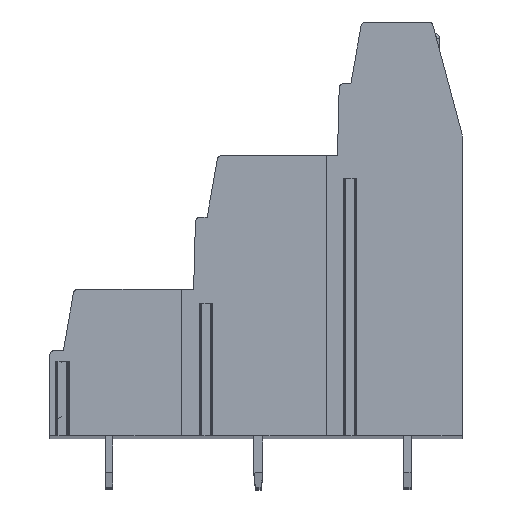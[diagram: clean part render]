
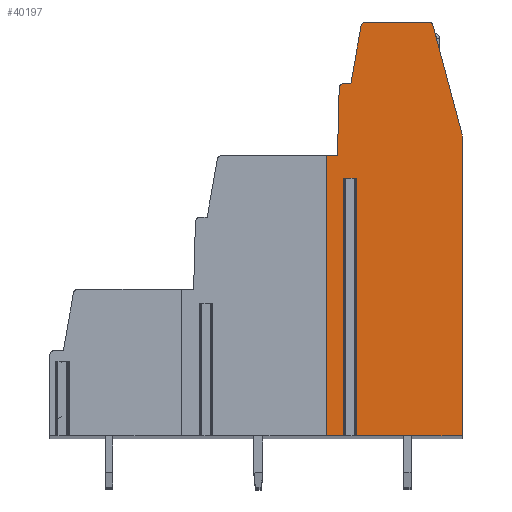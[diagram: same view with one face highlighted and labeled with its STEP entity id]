
A CAD part, top view. The second image highlights one B-rep face of the part: STEP entity #40197.
In plain terms, the highlighted planar face has unit normal (0, 0, 1).
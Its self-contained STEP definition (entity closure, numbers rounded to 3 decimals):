
#14=DIRECTION('',(-1.,0.,0.));
#15=VECTOR('',#14,0.743);
#16=CARTESIAN_POINT('',(1.908,2.65,109.22));
#17=LINE('',#16,#15);
#18=DIRECTION('',(0.,-1.,0.));
#19=VECTOR('',#18,17.55);
#20=CARTESIAN_POINT('',(1.165,2.65,109.22));
#21=LINE('',#20,#19);
#22=DIRECTION('',(1.,0.,0.));
#23=VECTOR('',#22,1.228);
#24=CARTESIAN_POINT('',(-0.063,-14.9,109.22));
#25=LINE('',#24,#23);
#26=DIRECTION('',(-1.,0.,0.));
#27=VECTOR('',#26,0.75);
#28=CARTESIAN_POINT('',(0.687,4.2,109.22));
#29=LINE('',#28,#27);
#30=DIRECTION('',(-0.026,-1.,0.));
#31=VECTOR('',#30,4.609);
#32=CARTESIAN_POINT('',(0.808,8.808,109.22));
#33=LINE('',#32,#31);
#34=CARTESIAN_POINT('',(1.108,8.8,109.22));
#35=DIRECTION('',(0.,0.,1.));
#36=DIRECTION('',(0.,1.,0.));
#37=AXIS2_PLACEMENT_3D('',#34,#35,#36);
#39=DIRECTION('',(-1.,0.,0.));
#40=VECTOR('',#39,0.497);
#41=CARTESIAN_POINT('',(1.605,9.1,109.22));
#42=LINE('',#41,#40);
#43=DIRECTION('',(-0.174,-0.985,0.));
#44=VECTOR('',#43,4.013);
#45=CARTESIAN_POINT('',(2.301,13.052,109.22));
#46=LINE('',#45,#44);
#47=CARTESIAN_POINT('',(2.597,13.,109.22));
#48=DIRECTION('',(0.,0.,1.));
#49=DIRECTION('',(0.,1.,0.));
#50=AXIS2_PLACEMENT_3D('',#47,#48,#49);
#52=DIRECTION('',(-1.,0.,0.));
#53=VECTOR('',#52,4.31);
#54=CARTESIAN_POINT('',(6.907,13.3,109.22));
#55=LINE('',#54,#53);
#56=CARTESIAN_POINT('',(6.907,13.,109.22));
#57=DIRECTION('',(0.,0.,1.));
#58=DIRECTION('',(0.966,0.259,0.));
#59=AXIS2_PLACEMENT_3D('',#56,#57,#58);
#61=CARTESIAN_POINT('',(8.187,5.518,109.22));
#62=DIRECTION('',(0.,0.,1.));
#63=DIRECTION('',(1.,0.,0.));
#64=AXIS2_PLACEMENT_3D('',#61,#62,#63);
#66=DIRECTION('',(0.,1.,0.));
#67=VECTOR('',#66,20.418);
#68=CARTESIAN_POINT('',(9.187,-14.9,109.22));
#69=LINE('',#68,#67);
#70=DIRECTION('',(1.,0.,0.));
#71=VECTOR('',#70,7.279);
#72=CARTESIAN_POINT('',(1.908,-14.9,109.22));
#73=LINE('',#72,#71);
#74=DIRECTION('',(0.,-1.,0.));
#75=VECTOR('',#74,17.55);
#76=CARTESIAN_POINT('',(1.908,2.65,109.22));
#77=LINE('',#76,#75);
#12630=DIRECTION('',(-0.259,0.966,0.));
#12631=VECTOR('',#12630,7.558);
#12632=CARTESIAN_POINT('',(9.153,5.777,109.22));
#12633=LINE('',#12632,#12631);
#21428=DIRECTION('',(0.,-1.,0.));
#21429=VECTOR('',#21428,19.1);
#21430=CARTESIAN_POINT('',(-0.063,4.2,109.22));
#21431=LINE('',#21430,#21429);
#31656=CARTESIAN_POINT('',(9.187,-14.9,109.22));
#31657=CARTESIAN_POINT('',(9.187,5.518,109.22));
#31658=VERTEX_POINT('',#31656);
#31659=VERTEX_POINT('',#31657);
#31660=CARTESIAN_POINT('',(9.153,5.777,109.22));
#31661=VERTEX_POINT('',#31660);
#31662=CARTESIAN_POINT('',(7.197,13.078,109.22));
#31663=CARTESIAN_POINT('',(6.907,13.3,109.22));
#31664=VERTEX_POINT('',#31662);
#31665=VERTEX_POINT('',#31663);
#31666=CARTESIAN_POINT('',(2.597,13.3,109.22));
#31667=VERTEX_POINT('',#31666);
#31668=CARTESIAN_POINT('',(2.301,13.052,109.22));
#31669=VERTEX_POINT('',#31668);
#31670=CARTESIAN_POINT('',(1.605,9.1,109.22));
#31671=VERTEX_POINT('',#31670);
#31672=CARTESIAN_POINT('',(1.108,9.1,109.22));
#31673=VERTEX_POINT('',#31672);
#31674=CARTESIAN_POINT('',(0.808,8.808,109.22));
#31675=VERTEX_POINT('',#31674);
#31676=CARTESIAN_POINT('',(0.687,4.2,109.22));
#31677=VERTEX_POINT('',#31676);
#31716=CARTESIAN_POINT('',(-0.063,-14.9,109.22));
#31718=VERTEX_POINT('',#31716);
#31724=CARTESIAN_POINT('',(-0.063,4.2,109.22));
#31725=VERTEX_POINT('',#31724);
#31772=CARTESIAN_POINT('',(1.908,2.65,109.22));
#31773=CARTESIAN_POINT('',(1.165,2.65,109.22));
#31774=VERTEX_POINT('',#31772);
#31775=VERTEX_POINT('',#31773);
#31776=CARTESIAN_POINT('',(1.908,-14.9,109.22));
#31777=VERTEX_POINT('',#31776);
#31778=CARTESIAN_POINT('',(1.165,-14.9,109.22));
#31779=VERTEX_POINT('',#31778);
#40156=CARTESIAN_POINT('',(0.,0.,109.22));
#40157=DIRECTION('',(0.,0.,1.));
#40158=DIRECTION('',(1.,0.,0.));
#40159=AXIS2_PLACEMENT_3D('',#40156,#40157,#40158);
#40160=PLANE('',#40159);
#40162=ORIENTED_EDGE('',*,*,#40161,.T.);
#40164=ORIENTED_EDGE('',*,*,#40163,.T.);
#40166=ORIENTED_EDGE('',*,*,#40165,.F.);
#40168=ORIENTED_EDGE('',*,*,#40167,.F.);
#40170=ORIENTED_EDGE('',*,*,#40169,.F.);
#40172=ORIENTED_EDGE('',*,*,#40171,.F.);
#40174=ORIENTED_EDGE('',*,*,#40173,.F.);
#40176=ORIENTED_EDGE('',*,*,#40175,.F.);
#40178=ORIENTED_EDGE('',*,*,#40177,.F.);
#40180=ORIENTED_EDGE('',*,*,#40179,.F.);
#40182=ORIENTED_EDGE('',*,*,#40181,.F.);
#40184=ORIENTED_EDGE('',*,*,#40183,.F.);
#40186=ORIENTED_EDGE('',*,*,#40185,.F.);
#40188=ORIENTED_EDGE('',*,*,#40187,.F.);
#40190=ORIENTED_EDGE('',*,*,#40189,.F.);
#40192=ORIENTED_EDGE('',*,*,#40191,.F.);
#40194=ORIENTED_EDGE('',*,*,#40193,.F.);
#40195=EDGE_LOOP('',(#40162,#40164,#40166,#40168,#40170,#40172,#40174,#40176,
#40178,#40180,#40182,#40184,#40186,#40188,#40190,#40192,#40194));
#40196=FACE_OUTER_BOUND('',#40195,.F.);
#38=CIRCLE('',#37,0.3);
#51=CIRCLE('',#50,0.3);
#60=CIRCLE('',#59,0.3);
#65=CIRCLE('',#64,1.);
#40161=EDGE_CURVE('',#31774,#31775,#17,.T.);
#40163=EDGE_CURVE('',#31775,#31779,#21,.T.);
#40165=EDGE_CURVE('',#31718,#31779,#25,.T.);
#40167=EDGE_CURVE('',#31725,#31718,#21431,.T.);
#40169=EDGE_CURVE('',#31677,#31725,#29,.T.);
#40171=EDGE_CURVE('',#31675,#31677,#33,.T.);
#40173=EDGE_CURVE('',#31673,#31675,#38,.T.);
#40175=EDGE_CURVE('',#31671,#31673,#42,.T.);
#40177=EDGE_CURVE('',#31669,#31671,#46,.T.);
#40179=EDGE_CURVE('',#31667,#31669,#51,.T.);
#40181=EDGE_CURVE('',#31665,#31667,#55,.T.);
#40183=EDGE_CURVE('',#31664,#31665,#60,.T.);
#40185=EDGE_CURVE('',#31661,#31664,#12633,.T.);
#40187=EDGE_CURVE('',#31659,#31661,#65,.T.);
#40189=EDGE_CURVE('',#31658,#31659,#69,.T.);
#40191=EDGE_CURVE('',#31777,#31658,#73,.T.);
#40193=EDGE_CURVE('',#31774,#31777,#77,.T.);
#40197=ADVANCED_FACE('',(#40196),#40160,.T.);
